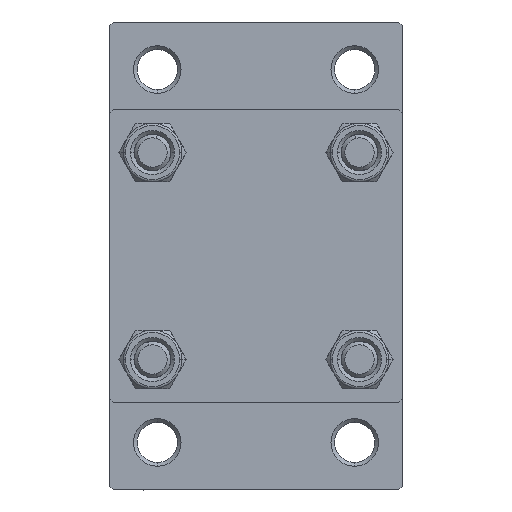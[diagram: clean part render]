
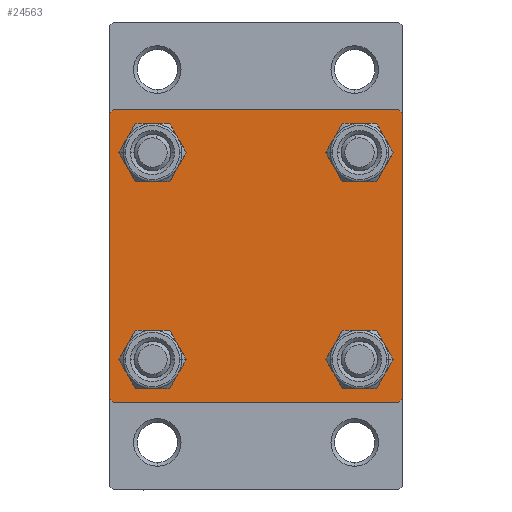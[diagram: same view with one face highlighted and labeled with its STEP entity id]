
A CAD part, left-side view. The second image highlights one B-rep face of the part: STEP entity #24563.
In plain terms, the highlighted planar face has unit normal (-1, 0, 0).
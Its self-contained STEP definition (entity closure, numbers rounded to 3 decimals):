
#357 = CARTESIAN_POINT ( 'NONE',  ( 0., -19.5, -20. ) ) ;
#541 = LINE ( 'NONE', #15128, #41615 ) ;
#829 = EDGE_CURVE ( 'NONE', #45046, #28999, #541, .T. ) ;
#2031 = VERTEX_POINT ( 'NONE', #15319 ) ;
#2231 = CARTESIAN_POINT ( 'NONE',  ( 0., 19.5, 20. ) ) ;
#2256 = DIRECTION ( 'NONE',  ( 0., 0.707, -0.707 ) ) ;
#2260 = DIRECTION ( 'NONE',  ( 0., 0., 1. ) ) ;
#2440 = CARTESIAN_POINT ( 'NONE',  ( 0., -19.5, 20. ) ) ;
#2830 = VERTEX_POINT ( 'NONE', #2440 ) ;
#3147 = DIRECTION ( 'NONE',  ( 1., 0., 0. ) ) ;
#3754 = AXIS2_PLACEMENT_3D ( 'NONE', #39093, #31688, #39816 ) ;
#4124 = EDGE_CURVE ( 'NONE', #28999, #37822, #39924, .T. ) ;
#4700 = EDGE_CURVE ( 'NONE', #20878, #2031, #35065, .T. ) ;
#4971 = ORIENTED_EDGE ( 'NONE', *, *, #47324, .T. ) ;
#5197 = CIRCLE ( 'NONE', #12056, 3. ) ;
#5358 = CARTESIAN_POINT ( 'NONE',  ( 0., 14.15, 14.15 ) ) ;
#6004 = EDGE_CURVE ( 'NONE', #16395, #41670, #46011, .T. ) ;
#6071 = DIRECTION ( 'NONE',  ( -1., 0., 0. ) ) ;
#7164 = DIRECTION ( 'NONE',  ( 0., -0.707, 0.707 ) ) ;
#7295 = EDGE_LOOP ( 'NONE', ( #27392, #17710 ) ) ;
#7685 = LINE ( 'NONE', #25610, #38697 ) ;
#8064 = DIRECTION ( 'NONE',  ( 1., 0., 0. ) ) ;
#8798 = CARTESIAN_POINT ( 'NONE',  ( 0., 19.5, -20. ) ) ;
#9417 = CARTESIAN_POINT ( 'NONE',  ( 0., 19.75, 19.75 ) ) ;
#9661 = FACE_OUTER_BOUND ( 'NONE', #30238, .T. ) ;
#9747 = ORIENTED_EDGE ( 'NONE', *, *, #4700, .T. ) ;
#10919 = ORIENTED_EDGE ( 'NONE', *, *, #12959, .T. ) ;
#11003 = ORIENTED_EDGE ( 'NONE', *, *, #42463, .T. ) ;
#12056 = AXIS2_PLACEMENT_3D ( 'NONE', #12361, #8064, #26915 ) ;
#12180 = DIRECTION ( 'NONE',  ( 1., 0., 0. ) ) ;
#12326 = CARTESIAN_POINT ( 'NONE',  ( 0., 14.15, -14.15 ) ) ;
#12361 = CARTESIAN_POINT ( 'NONE',  ( 0., 14.15, -14.15 ) ) ;
#12684 = CIRCLE ( 'NONE', #43187, 3. ) ;
#12959 = EDGE_CURVE ( 'NONE', #19127, #21845, #35326, .T. ) ;
#13009 = DIRECTION ( 'NONE',  ( 0., 0., 1. ) ) ;
#13317 = VECTOR ( 'NONE', #36125, 1000. ) ;
#13737 = EDGE_LOOP ( 'NONE', ( #10919, #16869 ) ) ;
#13937 = CARTESIAN_POINT ( 'NONE',  ( 0., 14.15, 14.15 ) ) ;
#14286 = CIRCLE ( 'NONE', #37184, 3. ) ;
#14372 = EDGE_CURVE ( 'NONE', #23873, #45046, #44979, .T. ) ;
#14720 = AXIS2_PLACEMENT_3D ( 'NONE', #20648, #23531, #35243 ) ;
#14976 = EDGE_LOOP ( 'NONE', ( #4971, #11003 ) ) ;
#15128 = CARTESIAN_POINT ( 'NONE',  ( 0., 20., -20. ) ) ;
#15319 = CARTESIAN_POINT ( 'NONE',  ( 0., -14.15, 11.15 ) ) ;
#15452 = DIRECTION ( 'NONE',  ( 0., -1., 0. ) ) ;
#15562 = CARTESIAN_POINT ( 'NONE',  ( 0., 19.75, -19.75 ) ) ;
#15898 = CIRCLE ( 'NONE', #42620, 3. ) ;
#15918 = FACE_BOUND ( 'NONE', #14976, .T. ) ;
#15923 = DIRECTION ( 'NONE',  ( 0., 0., 1. ) ) ;
#16395 = VERTEX_POINT ( 'NONE', #2231 ) ;
#16562 = VECTOR ( 'NONE', #46208, 1000. ) ;
#16869 = ORIENTED_EDGE ( 'NONE', *, *, #24913, .T. ) ;
#17486 = CARTESIAN_POINT ( 'NONE',  ( 0., -19.75, 19.75 ) ) ;
#17710 = ORIENTED_EDGE ( 'NONE', *, *, #29537, .T. ) ;
#17910 = VECTOR ( 'NONE', #7164, 1000. ) ;
#18092 = AXIS2_PLACEMENT_3D ( 'NONE', #26258, #12180, #23144 ) ;
#19127 = VERTEX_POINT ( 'NONE', #38903 ) ;
#19730 = ORIENTED_EDGE ( 'NONE', *, *, #26291, .F. ) ;
#19933 = DIRECTION ( 'NONE',  ( 1., 0., 0. ) ) ;
#20447 = EDGE_CURVE ( 'NONE', #25048, #2830, #39471, .T. ) ;
#20648 = CARTESIAN_POINT ( 'NONE',  ( 0., -14.15, -14.15 ) ) ;
#20878 = VERTEX_POINT ( 'NONE', #22182 ) ;
#21845 = VERTEX_POINT ( 'NONE', #42502 ) ;
#21982 = CARTESIAN_POINT ( 'NONE',  ( 0., -19.75, -19.75 ) ) ;
#22182 = CARTESIAN_POINT ( 'NONE',  ( 0., -14.15, 17.15 ) ) ;
#23057 = DIRECTION ( 'NONE',  ( 1., 0., 0. ) ) ;
#23144 = DIRECTION ( 'NONE',  ( 0., 0., 1. ) ) ;
#23333 = AXIS2_PLACEMENT_3D ( 'NONE', #27118, #6071, #2260 ) ;
#23531 = DIRECTION ( 'NONE',  ( 1., 0., 0. ) ) ;
#23873 = VERTEX_POINT ( 'NONE', #42886 ) ;
#24175 = LINE ( 'NONE', #31589, #16562 ) ;
#24227 = PLANE ( 'NONE',  #23333 ) ;
#24563 = ADVANCED_FACE ( 'NONE', ( #46016, #41963, #42427, #15918, #9661 ), #24227, .T. ) ;
#24864 = ORIENTED_EDGE ( 'NONE', *, *, #32521, .F. ) ;
#24913 = EDGE_CURVE ( 'NONE', #21845, #19127, #12684, .T. ) ;
#25048 = VERTEX_POINT ( 'NONE', #33724 ) ;
#25610 = CARTESIAN_POINT ( 'NONE',  ( 0., 20., 20. ) ) ;
#25786 = ORIENTED_EDGE ( 'NONE', *, *, #14372, .T. ) ;
#26258 = CARTESIAN_POINT ( 'NONE',  ( 0., -14.15, 14.15 ) ) ;
#26291 = EDGE_CURVE ( 'NONE', #25048, #37822, #24175, .T. ) ;
#26915 = DIRECTION ( 'NONE',  ( 0., 0., 1. ) ) ;
#27118 = CARTESIAN_POINT ( 'NONE',  ( 0., 0., 0. ) ) ;
#27184 = EDGE_CURVE ( 'NONE', #41670, #23873, #7685, .T. ) ;
#27392 = ORIENTED_EDGE ( 'NONE', *, *, #44488, .T. ) ;
#27552 = CARTESIAN_POINT ( 'NONE',  ( 0., 14.15, 17.15 ) ) ;
#28034 = DIRECTION ( 'NONE',  ( 1., 0., 0. ) ) ;
#28239 = CARTESIAN_POINT ( 'NONE',  ( 0., -20., -19.5 ) ) ;
#28533 = ORIENTED_EDGE ( 'NONE', *, *, #31016, .T. ) ;
#28900 = AXIS2_PLACEMENT_3D ( 'NONE', #13937, #28034, #42645 ) ;
#28999 = VERTEX_POINT ( 'NONE', #357 ) ;
#29537 = EDGE_CURVE ( 'NONE', #36745, #40319, #5197, .T. ) ;
#29692 = DIRECTION ( 'NONE',  ( 0., -1., 0. ) ) ;
#30238 = EDGE_LOOP ( 'NONE', ( #31954, #25786, #47268, #30508, #19730, #45518, #24864, #36676 ) ) ;
#30508 = ORIENTED_EDGE ( 'NONE', *, *, #4124, .T. ) ;
#31016 = EDGE_CURVE ( 'NONE', #2031, #20878, #32591, .T. ) ;
#31589 = CARTESIAN_POINT ( 'NONE',  ( 0., -20., 20. ) ) ;
#31688 = DIRECTION ( 'NONE',  ( 1., 0., 0. ) ) ;
#31954 = ORIENTED_EDGE ( 'NONE', *, *, #27184, .T. ) ;
#32252 = VERTEX_POINT ( 'NONE', #41635 ) ;
#32521 = EDGE_CURVE ( 'NONE', #16395, #2830, #41510, .T. ) ;
#32591 = CIRCLE ( 'NONE', #18092, 3. ) ;
#33724 = CARTESIAN_POINT ( 'NONE',  ( 0., -20., 19.5 ) ) ;
#34437 = CARTESIAN_POINT ( 'NONE',  ( 0., 20., 19.5 ) ) ;
#35065 = CIRCLE ( 'NONE', #3754, 3. ) ;
#35243 = DIRECTION ( 'NONE',  ( 0., 0., 1. ) ) ;
#35326 = CIRCLE ( 'NONE', #14720, 3. ) ;
#35480 = VECTOR ( 'NONE', #15452, 1000. ) ;
#36125 = DIRECTION ( 'NONE',  ( 0., 0.707, 0.707 ) ) ;
#36676 = ORIENTED_EDGE ( 'NONE', *, *, #6004, .T. ) ;
#36745 = VERTEX_POINT ( 'NONE', #43255 ) ;
#36901 = VECTOR ( 'NONE', #41384, 1000. ) ;
#37184 = AXIS2_PLACEMENT_3D ( 'NONE', #5358, #19933, #13009 ) ;
#37822 = VERTEX_POINT ( 'NONE', #28239 ) ;
#38697 = VECTOR ( 'NONE', #40208, 1000. ) ;
#38903 = CARTESIAN_POINT ( 'NONE',  ( 0., -14.15, -11.15 ) ) ;
#39093 = CARTESIAN_POINT ( 'NONE',  ( 0., -14.15, 14.15 ) ) ;
#39471 = LINE ( 'NONE', #17486, #13317 ) ;
#39816 = DIRECTION ( 'NONE',  ( 0., 0., 1. ) ) ;
#39924 = LINE ( 'NONE', #21982, #17910 ) ;
#40208 = DIRECTION ( 'NONE',  ( 0., 0., -1. ) ) ;
#40319 = VERTEX_POINT ( 'NONE', #41665 ) ;
#41384 = DIRECTION ( 'NONE',  ( 0., -0.707, -0.707 ) ) ;
#41510 = LINE ( 'NONE', #45575, #35480 ) ;
#41615 = VECTOR ( 'NONE', #29692, 1000. ) ;
#41635 = CARTESIAN_POINT ( 'NONE',  ( 0., 14.15, 11.15 ) ) ;
#41665 = CARTESIAN_POINT ( 'NONE',  ( 0., 14.15, -11.15 ) ) ;
#41670 = VERTEX_POINT ( 'NONE', #34437 ) ;
#41923 = EDGE_LOOP ( 'NONE', ( #9747, #28533 ) ) ;
#41963 = FACE_BOUND ( 'NONE', #13737, .T. ) ;
#42427 = FACE_BOUND ( 'NONE', #7295, .T. ) ;
#42463 = EDGE_CURVE ( 'NONE', #32252, #46373, #14286, .T. ) ;
#42502 = CARTESIAN_POINT ( 'NONE',  ( 0., -14.15, -17.15 ) ) ;
#42620 = AXIS2_PLACEMENT_3D ( 'NONE', #12326, #23057, #15923 ) ;
#42645 = DIRECTION ( 'NONE',  ( 0., 0., 1. ) ) ;
#42720 = VECTOR ( 'NONE', #2256, 1000. ) ;
#42886 = CARTESIAN_POINT ( 'NONE',  ( 0., 20., -19.5 ) ) ;
#43073 = DIRECTION ( 'NONE',  ( 0., 0., 1. ) ) ;
#43187 = AXIS2_PLACEMENT_3D ( 'NONE', #46203, #3147, #43073 ) ;
#43255 = CARTESIAN_POINT ( 'NONE',  ( 0., 14.15, -17.15 ) ) ;
#44488 = EDGE_CURVE ( 'NONE', #40319, #36745, #15898, .T. ) ;
#44978 = CIRCLE ( 'NONE', #28900, 3. ) ;
#44979 = LINE ( 'NONE', #15562, #36901 ) ;
#45046 = VERTEX_POINT ( 'NONE', #8798 ) ;
#45518 = ORIENTED_EDGE ( 'NONE', *, *, #20447, .T. ) ;
#45575 = CARTESIAN_POINT ( 'NONE',  ( 0., 20., 20. ) ) ;
#46011 = LINE ( 'NONE', #9417, #42720 ) ;
#46016 = FACE_BOUND ( 'NONE', #41923, .T. ) ;
#46203 = CARTESIAN_POINT ( 'NONE',  ( 0., -14.15, -14.15 ) ) ;
#46208 = DIRECTION ( 'NONE',  ( 0., 0., -1. ) ) ;
#46373 = VERTEX_POINT ( 'NONE', #27552 ) ;
#47268 = ORIENTED_EDGE ( 'NONE', *, *, #829, .T. ) ;
#47324 = EDGE_CURVE ( 'NONE', #46373, #32252, #44978, .T. ) ;
